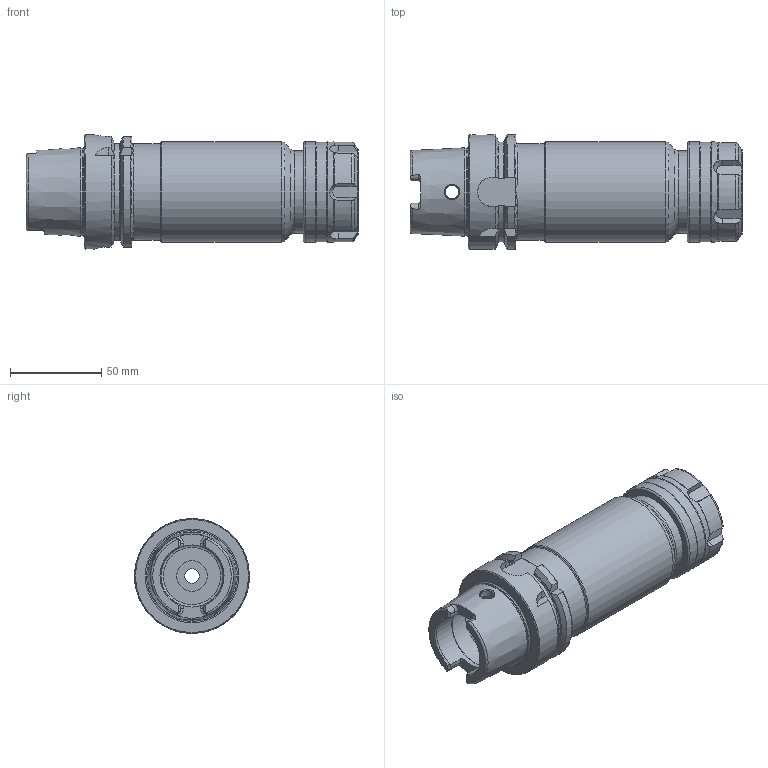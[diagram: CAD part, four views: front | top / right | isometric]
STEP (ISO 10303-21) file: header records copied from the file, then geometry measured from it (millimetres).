
FILE_DESCRIPTION(/* description */ (''),/* implementation_level */ '2;1');
FILE_NAME(/* name */ 'TQ110_HSK63A-SKA25-150.stp',/* time_stamp */ '2024-07-23T11:11:43+09:00',/* author */ ('YSH'),/* organization */ (''),/* preprocessor_version */ 'ST-DEVELOPER v20',/* originating_system */ 'Autodesk Inventor 2024',/* authorisation */ '');
FILE_SCHEMA (('AUTOMOTIVE_DESIGN { 1 0 10303 214 3 1 1 }'));
Length unit declared in the file: millimetre
Products named in the file (3): LO-HSK63A-SKA25-150; LO-HSK63A-SKA25-150_1; SKN13-NUT
Assembly tree (2 placements, depth 2):
  LO-HSK63A-SKA25-150
    LO-HSK63A-SKA25-150_1
    SKN13-NUT
Bounding box: 182 x 63 x 63 mm (x, y, z)
Volume: 283328.1 mm3; surface area: 61711.3 mm2
Topology: 2 solids, 2 shells, 205 faces, 552 edges, 355 vertices
Faces by surface type: plane 67, cylinder 50, cone 43, torus 39, bspline 6
Full cylindrical faces by diameter (mm): 7.5 x2, 8 x1, 10 x1, 16.917 x1, 19 x1, 26.848 x1, 30.5 x1, 34 x2, 34.2 x1, 36 x1, 40 x1, 43 x1, 43.376 x1, 45 x1, 45.4 x2, 48.041 x1, 53 x1, 54.6 x1, 55 x3, 63 x1
Entity records: 7544 total; most frequent: CARTESIAN_POINT 2444, ORIENTED_EDGE 1096, DIRECTION 1036, EDGE_CURVE 548, AXIS2_PLACEMENT_3D 434, VERTEX_POINT 355, CIRCLE 222, EDGE_LOOP 221
